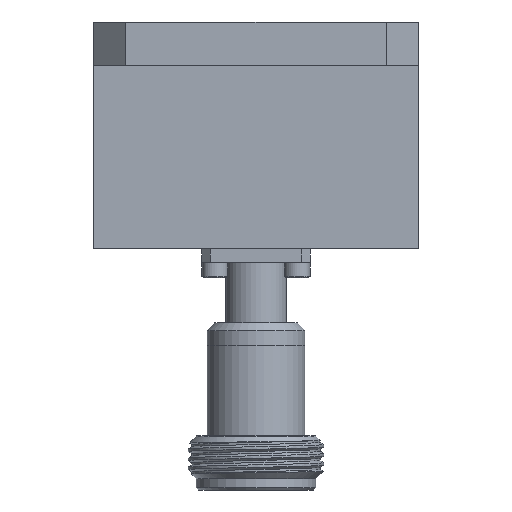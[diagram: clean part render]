
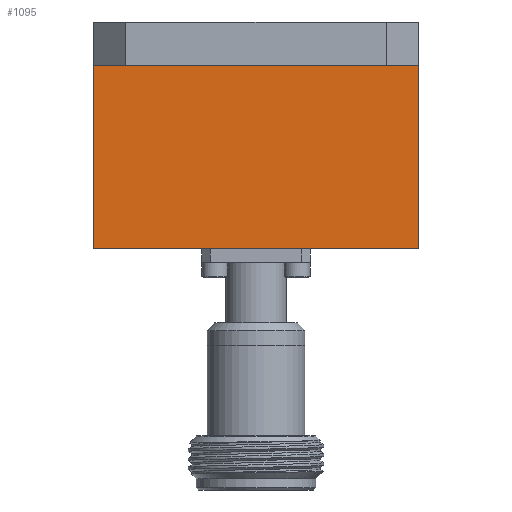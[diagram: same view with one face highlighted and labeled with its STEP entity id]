
A CAD part, front view. The second image highlights one B-rep face of the part: STEP entity #1095.
In plain terms, the highlighted planar face has unit normal (0, -1, 0).
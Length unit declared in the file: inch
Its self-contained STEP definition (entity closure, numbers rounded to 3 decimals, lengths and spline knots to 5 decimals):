
#173 = EDGE_CURVE ( 'NONE', #1802, #4574, #1879, .T. ) ;
#278 = ORIENTED_EDGE ( 'NONE', *, *, #173, .F. ) ;
#280 = VERTEX_POINT ( 'NONE', #2377 ) ;
#286 = VECTOR ( 'NONE', #1931, 39.37008 ) ;
#963 = ORIENTED_EDGE ( 'NONE', *, *, #2403, .T. ) ;
#1003 = DIRECTION ( 'NONE',  ( 0., -1., 0. ) ) ;
#1095 = ADVANCED_FACE ( 'NONE', ( #4897 ), #2563, .T. ) ;
#1311 = VECTOR ( 'NONE', #3489, 39.37008 ) ;
#1495 = LINE ( 'NONE', #2348, #286 ) ;
#1728 = DIRECTION ( 'NONE',  ( 1., 0., 0. ) ) ;
#1802 = VERTEX_POINT ( 'NONE', #1981 ) ;
#1815 = EDGE_CURVE ( 'NONE', #280, #4574, #1495, .T. ) ;
#1879 = LINE ( 'NONE', #2243, #1311 ) ;
#1931 = DIRECTION ( 'NONE',  ( -1., 0., 0. ) ) ;
#1981 = CARTESIAN_POINT ( 'NONE',  ( -0.75, -0.375, -1.043 ) ) ;
#2127 = LINE ( 'NONE', #3314, #3417 ) ;
#2243 = CARTESIAN_POINT ( 'NONE',  ( -0.75, -0.375, -1.043 ) ) ;
#2332 = EDGE_CURVE ( 'NONE', #1802, #3294, #4097, .T. ) ;
#2348 = CARTESIAN_POINT ( 'NONE',  ( 0., -0.375, -0.2 ) ) ;
#2358 = CARTESIAN_POINT ( 'NONE',  ( -0.75, -0.375, -1.043 ) ) ;
#2377 = CARTESIAN_POINT ( 'NONE',  ( 0.75, -0.375, -0.2 ) ) ;
#2403 = EDGE_CURVE ( 'NONE', #3294, #280, #2127, .T. ) ;
#2563 = PLANE ( 'NONE',  #2746 ) ;
#2746 = AXIS2_PLACEMENT_3D ( 'NONE', #2358, #1003, #3963 ) ;
#3294 = VERTEX_POINT ( 'NONE', #3297 ) ;
#3297 = CARTESIAN_POINT ( 'NONE',  ( 0.75, -0.375, -1.043 ) ) ;
#3314 = CARTESIAN_POINT ( 'NONE',  ( 0.75, -0.375, -1.043 ) ) ;
#3417 = VECTOR ( 'NONE', #4549, 39.37008 ) ;
#3479 = CARTESIAN_POINT ( 'NONE',  ( -0.75, -0.375, -0.2 ) ) ;
#3489 = DIRECTION ( 'NONE',  ( 0., 0., 1. ) ) ;
#3613 = ORIENTED_EDGE ( 'NONE', *, *, #1815, .T. ) ;
#3867 = EDGE_LOOP ( 'NONE', ( #963, #3613, #278, #4487 ) ) ;
#3963 = DIRECTION ( 'NONE',  ( 0., 0., -1. ) ) ;
#4097 = LINE ( 'NONE', #4519, #5223 ) ;
#4487 = ORIENTED_EDGE ( 'NONE', *, *, #2332, .T. ) ;
#4519 = CARTESIAN_POINT ( 'NONE',  ( -0.75, -0.375, -1.043 ) ) ;
#4549 = DIRECTION ( 'NONE',  ( 0., 0., 1. ) ) ;
#4574 = VERTEX_POINT ( 'NONE', #3479 ) ;
#4897 = FACE_OUTER_BOUND ( 'NONE', #3867, .T. ) ;
#5223 = VECTOR ( 'NONE', #1728, 39.37008 ) ;
